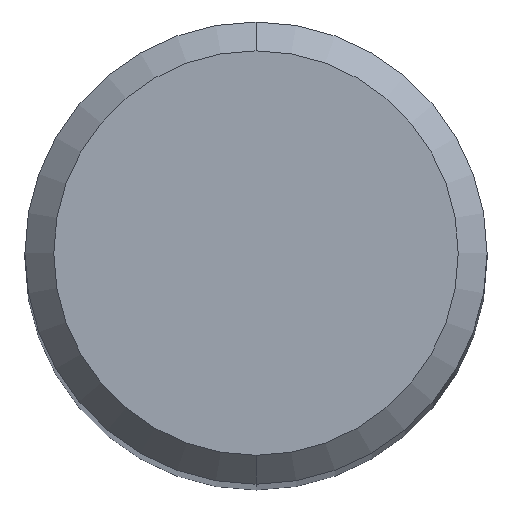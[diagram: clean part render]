
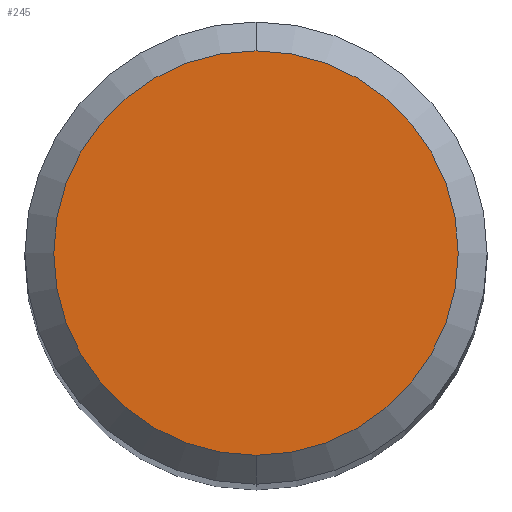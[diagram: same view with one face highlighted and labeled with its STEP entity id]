
A CAD part, top view. The second image highlights one B-rep face of the part: STEP entity #245.
In plain terms, the highlighted planar face has unit normal (0, 0, 1).
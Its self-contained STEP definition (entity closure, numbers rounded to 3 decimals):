
#199=EDGE_CURVE('',#315,#215,#424,.T.);
#215=VERTEX_POINT('',#441);
#245=ADVANCED_FACE('',(#471),#472,.T.);
#303=EDGE_CURVE('',#215,#315,#540,.T.);
#315=VERTEX_POINT('',#554);
#424=CIRCLE('',#682,2.8);
#441=CARTESIAN_POINT('',(0.0,2.8,0.0));
#471=FACE_OUTER_BOUND('',#744,.T.);
#472=PLANE('',#745);
#540=CIRCLE('',#831,2.8);
#554=CARTESIAN_POINT('',(0.,-2.8,0.0));
#682=AXIS2_PLACEMENT_3D('',#979,#980,#981);
#744=EDGE_LOOP('',(#1010,#1011));
#745=AXIS2_PLACEMENT_3D('',#1012,#1013,#1014);
#831=AXIS2_PLACEMENT_3D('',#1115,#1116,#1117);
#979=CARTESIAN_POINT('',(0.0,0.0,0.0));
#980=DIRECTION('',(0.0,0.0,-1.0));
#981=DIRECTION('',(0.0,1.0,0.0));
#1010=ORIENTED_EDGE('',*,*,#303,.F.);
#1011=ORIENTED_EDGE('',*,*,#199,.F.);
#1012=CARTESIAN_POINT('',(0.0,1.4,0.0));
#1013=DIRECTION('',(-0.0,0.0,1.0));
#1014=DIRECTION('',(0.0,-1.0,0.0));
#1115=CARTESIAN_POINT('',(0.0,0.0,0.0));
#1116=DIRECTION('',(0.0,0.0,-1.0));
#1117=DIRECTION('',(0.0,1.0,0.0));
